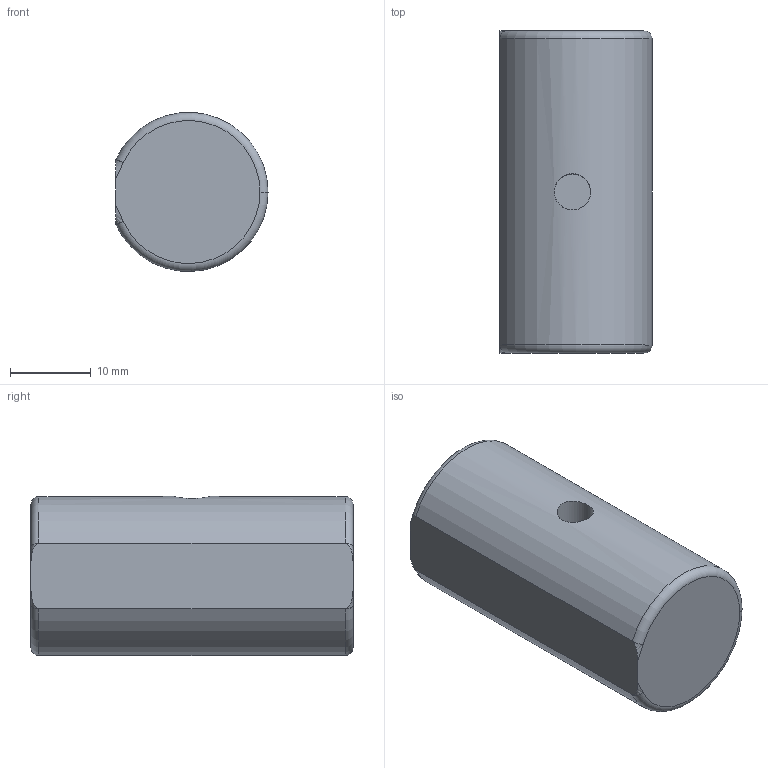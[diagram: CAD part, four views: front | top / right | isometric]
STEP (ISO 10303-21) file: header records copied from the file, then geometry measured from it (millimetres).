
FILE_DESCRIPTION(('FreeCAD Model'),'2;1');
FILE_NAME('Open CASCADE Shape Model','2025-09-16T14:01:08',(''),(''), 'Open CASCADE STEP processor 7.8','FreeCAD','Unknown');
FILE_SCHEMA(('AUTOMOTIVE_DESIGN { 1 0 10303 214 1 1 1 1 }'));
Length unit declared in the file: millimetre
Products named in the file (1): Body
Bounding box: 18.88 x 40 x 19.74 mm (x, y, z)
Volume: 10799 mm3; surface area: 3486.4 mm2
Topology: 1 solids, 1 shells, 16 faces, 32 edges, 20 vertices
Faces by surface type: plane 5, torus 4, bspline 4, cylinder 3
Full cylindrical faces by diameter (mm): 4.5 x1, 16 x1
Entity records: 654 total; most frequent: CARTESIAN_POINT 330, ORIENTED_EDGE 64, DIRECTION 58, EDGE_CURVE 32, AXIS2_PLACEMENT_3D 26, VERTEX_POINT 20, FACE_BOUND 18, EDGE_LOOP 18
